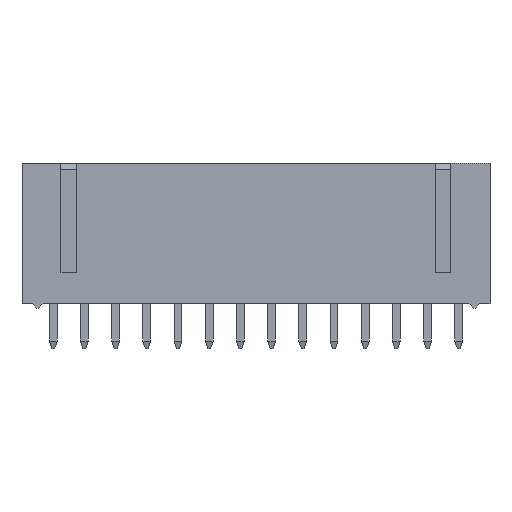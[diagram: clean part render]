
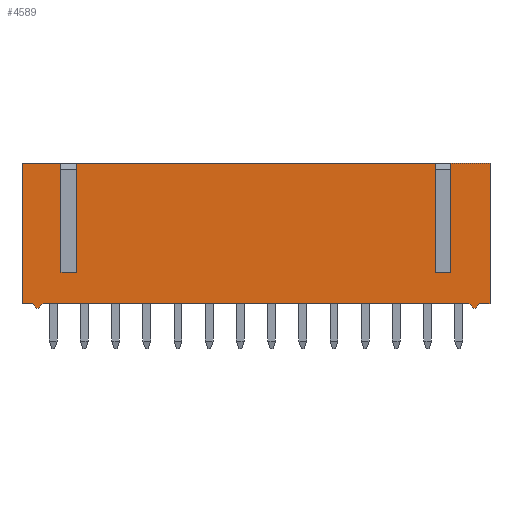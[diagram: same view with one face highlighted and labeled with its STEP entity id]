
A CAD part, front view. The second image highlights one B-rep face of the part: STEP entity #4589.
In plain terms, the highlighted planar face has unit normal (0, -1, 0).
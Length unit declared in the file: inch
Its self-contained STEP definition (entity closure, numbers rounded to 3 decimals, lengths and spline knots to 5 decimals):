
#5=DIRECTION('',(0.,0.,-1.));
#6=VECTOR('',#5,0.45);
#7=CARTESIAN_POINT('',(-0.75,-0.1,0.15));
#8=LINE('',#7,#6);
#589=DIRECTION('',(1.,0.,0.));
#590=VECTOR('',#589,0.0325);
#591=CARTESIAN_POINT('',(-0.75,-0.1,-0.3));
#592=LINE('',#591,#590);
#597=DIRECTION('',(1.,0.,0.));
#598=VECTOR('',#597,1.365);
#599=CARTESIAN_POINT('',(-0.6825,-0.1,-0.3));
#600=LINE('',#599,#598);
#609=DIRECTION('',(1.,0.,0.));
#610=VECTOR('',#609,0.0325);
#611=CARTESIAN_POINT('',(0.7175,-0.1,-0.3));
#612=LINE('',#611,#610);
#841=DIRECTION('',(-1.,0.,0.));
#842=VECTOR('',#841,0.05);
#843=CARTESIAN_POINT('',(-0.575,-0.1,-0.2));
#844=LINE('',#843,#842);
#845=DIRECTION('',(0.,0.,-1.));
#846=VECTOR('',#845,0.35);
#847=CARTESIAN_POINT('',(-0.575,-0.1,0.15));
#848=LINE('',#847,#846);
#849=DIRECTION('',(1.,0.,0.));
#850=VECTOR('',#849,1.15);
#851=CARTESIAN_POINT('',(-0.575,-0.1,0.15));
#852=LINE('',#851,#850);
#853=DIRECTION('',(0.,0.,-1.));
#854=VECTOR('',#853,0.35);
#855=CARTESIAN_POINT('',(0.575,-0.1,0.15));
#856=LINE('',#855,#854);
#857=DIRECTION('',(1.,0.,0.));
#858=VECTOR('',#857,0.05);
#859=CARTESIAN_POINT('',(0.575,-0.1,-0.2));
#860=LINE('',#859,#858);
#861=DIRECTION('',(0.,0.,-1.));
#862=VECTOR('',#861,0.35);
#863=CARTESIAN_POINT('',(0.625,-0.1,0.15));
#864=LINE('',#863,#862);
#865=DIRECTION('',(1.,0.,0.));
#866=VECTOR('',#865,0.125);
#867=CARTESIAN_POINT('',(0.625,-0.1,0.15));
#868=LINE('',#867,#866);
#869=DIRECTION('',(-0.707,0.,-0.707));
#870=VECTOR('',#869,0.02121);
#871=CARTESIAN_POINT('',(0.7175,-0.1,-0.3));
#872=LINE('',#871,#870);
#873=DIRECTION('',(-1.,0.,0.));
#874=VECTOR('',#873,0.005);
#875=CARTESIAN_POINT('',(0.7025,-0.1,-0.315));
#876=LINE('',#875,#874);
#877=DIRECTION('',(-0.707,0.,0.707));
#878=VECTOR('',#877,0.02121);
#879=CARTESIAN_POINT('',(0.6975,-0.1,-0.315));
#880=LINE('',#879,#878);
#881=DIRECTION('',(-0.707,0.,-0.707));
#882=VECTOR('',#881,0.02121);
#883=CARTESIAN_POINT('',(-0.6825,-0.1,-0.3));
#884=LINE('',#883,#882);
#885=DIRECTION('',(-1.,0.,0.));
#886=VECTOR('',#885,0.005);
#887=CARTESIAN_POINT('',(-0.6975,-0.1,-0.315));
#888=LINE('',#887,#886);
#889=DIRECTION('',(-0.707,0.,0.707));
#890=VECTOR('',#889,0.02121);
#891=CARTESIAN_POINT('',(-0.7025,-0.1,-0.315));
#892=LINE('',#891,#890);
#893=DIRECTION('',(1.,0.,0.));
#894=VECTOR('',#893,0.125);
#895=CARTESIAN_POINT('',(-0.75,-0.1,0.15));
#896=LINE('',#895,#894);
#897=DIRECTION('',(0.,0.,-1.));
#898=VECTOR('',#897,0.35);
#899=CARTESIAN_POINT('',(-0.625,-0.1,0.15));
#900=LINE('',#899,#898);
#1193=DIRECTION('',(0.,0.,-1.));
#1194=VECTOR('',#1193,0.45);
#1195=CARTESIAN_POINT('',(0.75,-0.1,0.15));
#1196=LINE('',#1195,#1194);
#2889=CARTESIAN_POINT('',(-0.75,-0.1,0.15));
#2890=CARTESIAN_POINT('',(-0.75,-0.1,-0.3));
#2891=VERTEX_POINT('',#2889);
#2892=VERTEX_POINT('',#2890);
#2895=CARTESIAN_POINT('',(0.75,-0.1,0.15));
#2896=CARTESIAN_POINT('',(0.75,-0.1,-0.3));
#2897=VERTEX_POINT('',#2895);
#2898=VERTEX_POINT('',#2896);
#2973=CARTESIAN_POINT('',(-0.6975,-0.1,-0.315));
#2974=CARTESIAN_POINT('',(-0.7025,-0.1,-0.315));
#2975=VERTEX_POINT('',#2973);
#2976=VERTEX_POINT('',#2974);
#2977=CARTESIAN_POINT('',(0.7025,-0.1,-0.315));
#2978=CARTESIAN_POINT('',(0.6975,-0.1,-0.315));
#2979=VERTEX_POINT('',#2977);
#2980=VERTEX_POINT('',#2978);
#2981=CARTESIAN_POINT('',(-0.7175,-0.1,-0.3));
#2983=VERTEX_POINT('',#2981);
#2985=CARTESIAN_POINT('',(-0.6825,-0.1,-0.3));
#2987=VERTEX_POINT('',#2985);
#2989=CARTESIAN_POINT('',(0.6825,-0.1,-0.3));
#2991=VERTEX_POINT('',#2989);
#2993=CARTESIAN_POINT('',(0.7175,-0.1,-0.3));
#2995=VERTEX_POINT('',#2993);
#3073=CARTESIAN_POINT('',(0.575,-0.1,-0.2));
#3074=CARTESIAN_POINT('',(0.625,-0.1,-0.2));
#3075=VERTEX_POINT('',#3073);
#3076=VERTEX_POINT('',#3074);
#3077=CARTESIAN_POINT('',(0.575,-0.1,0.15));
#3078=VERTEX_POINT('',#3077);
#3079=CARTESIAN_POINT('',(0.625,-0.1,0.15));
#3080=VERTEX_POINT('',#3079);
#3106=CARTESIAN_POINT('',(-0.575,-0.1,-0.2));
#3108=VERTEX_POINT('',#3106);
#3109=CARTESIAN_POINT('',(-0.625,-0.1,-0.2));
#3111=VERTEX_POINT('',#3109);
#3113=CARTESIAN_POINT('',(-0.575,-0.1,0.15));
#3114=VERTEX_POINT('',#3113);
#3115=CARTESIAN_POINT('',(-0.625,-0.1,0.15));
#3116=VERTEX_POINT('',#3115);
#4553=CARTESIAN_POINT('',(-0.75,-0.1,0.15));
#4554=DIRECTION('',(0.,-1.,0.));
#4555=DIRECTION('',(0.,0.,-1.));
#4556=AXIS2_PLACEMENT_3D('',#4553,#4554,#4555);
#4557=PLANE('',#4556);
#4558=ORIENTED_EDGE('',*,*,#3949,.F.);
#4559=ORIENTED_EDGE('',*,*,#3936,.F.);
#4560=ORIENTED_EDGE('',*,*,#3868,.T.);
#4562=ORIENTED_EDGE('',*,*,#4561,.T.);
#4563=ORIENTED_EDGE('',*,*,#3972,.T.);
#4565=ORIENTED_EDGE('',*,*,#4564,.F.);
#4566=ORIENTED_EDGE('',*,*,#3884,.T.);
#4568=ORIENTED_EDGE('',*,*,#4567,.T.);
#4569=ORIENTED_EDGE('',*,*,#4531,.F.);
#4571=ORIENTED_EDGE('',*,*,#4570,.T.);
#4573=ORIENTED_EDGE('',*,*,#4572,.T.);
#4575=ORIENTED_EDGE('',*,*,#4574,.T.);
#4576=ORIENTED_EDGE('',*,*,#4380,.F.);
#4578=ORIENTED_EDGE('',*,*,#4577,.T.);
#4580=ORIENTED_EDGE('',*,*,#4579,.T.);
#4581=ORIENTED_EDGE('',*,*,#4545,.T.);
#4582=ORIENTED_EDGE('',*,*,#4368,.F.);
#4583=ORIENTED_EDGE('',*,*,#3778,.F.);
#4584=ORIENTED_EDGE('',*,*,#3908,.T.);
#4586=ORIENTED_EDGE('',*,*,#4585,.T.);
#4587=EDGE_LOOP('',(#4558,#4559,#4560,#4562,#4563,#4565,#4566,#4568,#4569,#4571,
#4573,#4575,#4576,#4578,#4580,#4581,#4582,#4583,#4584,#4586));
#4588=FACE_OUTER_BOUND('',#4587,.F.);
#4589=ADVANCED_FACE('',(#4588),#4557,.T.);
#3778=EDGE_CURVE('',#2891,#2892,#8,.T.);
#3868=EDGE_CURVE('',#3114,#3078,#852,.T.);
#3884=EDGE_CURVE('',#3080,#2897,#868,.T.);
#3908=EDGE_CURVE('',#2891,#3116,#896,.T.);
#3936=EDGE_CURVE('',#3114,#3108,#848,.T.);
#3949=EDGE_CURVE('',#3108,#3111,#844,.T.);
#3972=EDGE_CURVE('',#3075,#3076,#860,.T.);
#4368=EDGE_CURVE('',#2892,#2983,#592,.T.);
#4380=EDGE_CURVE('',#2987,#2991,#600,.T.);
#4531=EDGE_CURVE('',#2995,#2898,#612,.T.);
#4545=EDGE_CURVE('',#2976,#2983,#892,.T.);
#4561=EDGE_CURVE('',#3078,#3075,#856,.T.);
#4564=EDGE_CURVE('',#3080,#3076,#864,.T.);
#4567=EDGE_CURVE('',#2897,#2898,#1196,.T.);
#4570=EDGE_CURVE('',#2995,#2979,#872,.T.);
#4572=EDGE_CURVE('',#2979,#2980,#876,.T.);
#4574=EDGE_CURVE('',#2980,#2991,#880,.T.);
#4577=EDGE_CURVE('',#2987,#2975,#884,.T.);
#4579=EDGE_CURVE('',#2975,#2976,#888,.T.);
#4585=EDGE_CURVE('',#3116,#3111,#900,.T.);
